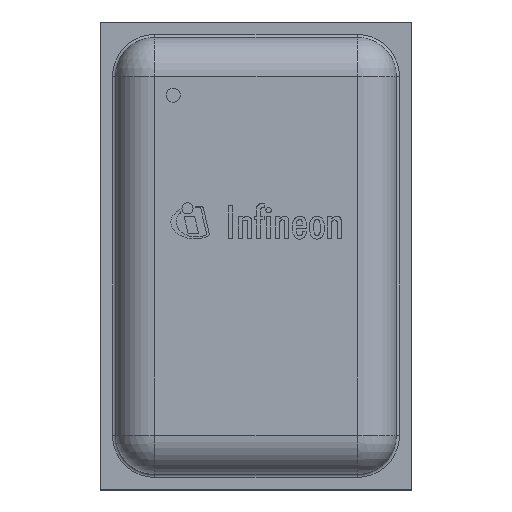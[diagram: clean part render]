
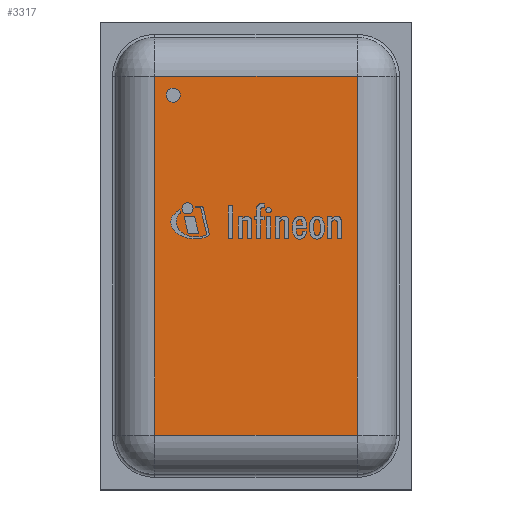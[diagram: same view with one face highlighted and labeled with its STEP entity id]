
A CAD part, top view. The second image highlights one B-rep face of the part: STEP entity #3317.
In plain terms, the highlighted planar face has unit normal (0, 0, 1).
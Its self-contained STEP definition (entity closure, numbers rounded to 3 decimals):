
#122=FACE_BOUND('',#533,.T.);
#148=PLANE('',#3572);
#317=FACE_OUTER_BOUND('',#532,.T.);
#532=EDGE_LOOP('',(#2406,#2407,#2408,#2409));
#533=EDGE_LOOP('',(#2410));
#779=LINE('',#4786,#1155);
#780=LINE('',#4788,#1156);
#781=LINE('',#4790,#1157);
#782=LINE('',#4791,#1158);
#1155=VECTOR('',#3900,1000.);
#1156=VECTOR('',#3901,1000.);
#1157=VECTOR('',#3902,1000.);
#1158=VECTOR('',#3903,1000.);
#1499=CIRCLE('',#3538,0.045);
#1557=VERTEX_POINT('',#4683);
#1590=VERTEX_POINT('',#4784);
#1591=VERTEX_POINT('',#4785);
#1592=VERTEX_POINT('',#4787);
#1593=VERTEX_POINT('',#4789);
#1862=EDGE_CURVE('',#1557,#1557,#1499,.T.);
#1911=EDGE_CURVE('',#1590,#1591,#779,.T.);
#1912=EDGE_CURVE('',#1591,#1592,#780,.T.);
#1913=EDGE_CURVE('',#1592,#1593,#781,.T.);
#1914=EDGE_CURVE('',#1593,#1590,#782,.T.);
#2406=ORIENTED_EDGE('',*,*,#1911,.T.);
#2407=ORIENTED_EDGE('',*,*,#1912,.T.);
#2408=ORIENTED_EDGE('',*,*,#1913,.T.);
#2409=ORIENTED_EDGE('',*,*,#1914,.T.);
#2410=ORIENTED_EDGE('',*,*,#1862,.F.);
#3317=ADVANCED_FACE('',(#317,#122),#148,.T.);
#3538=AXIS2_PLACEMENT_3D('',#4685,#3798,#3799);
#3572=AXIS2_PLACEMENT_3D('',#4783,#3898,#3899);
#3798=DIRECTION('center_axis',(0.,0.,1.));
#3799=DIRECTION('ref_axis',(-1.,0.,0.));
#3898=DIRECTION('center_axis',(0.,0.,1.));
#3899=DIRECTION('ref_axis',(1.,0.,0.));
#3900=DIRECTION('',(1.,0.,0.));
#3901=DIRECTION('',(0.,1.,0.));
#3902=DIRECTION('',(-1.,0.,0.));
#3903=DIRECTION('',(0.,-1.,0.));
#4683=CARTESIAN_POINT('',(-0.575,1.03,1.06));
#4685=CARTESIAN_POINT('Origin',(-0.53,1.03,1.06));
#4783=CARTESIAN_POINT('Origin',(0.65,1.15,1.06));
#4784=CARTESIAN_POINT('',(-0.65,-1.15,1.06));
#4785=CARTESIAN_POINT('',(0.65,-1.15,1.06));
#4786=CARTESIAN_POINT('',(0.65,-1.15,1.06));
#4787=CARTESIAN_POINT('',(0.65,1.15,1.06));
#4788=CARTESIAN_POINT('',(0.65,1.15,1.06));
#4789=CARTESIAN_POINT('',(-0.65,1.15,1.06));
#4790=CARTESIAN_POINT('',(-0.65,1.15,1.06));
#4791=CARTESIAN_POINT('',(-0.65,-1.15,1.06));
